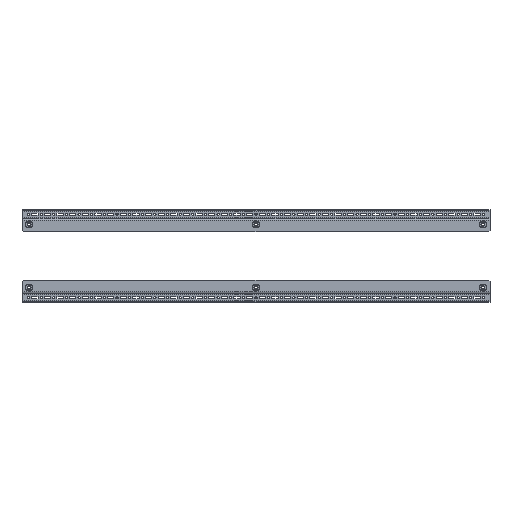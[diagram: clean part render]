
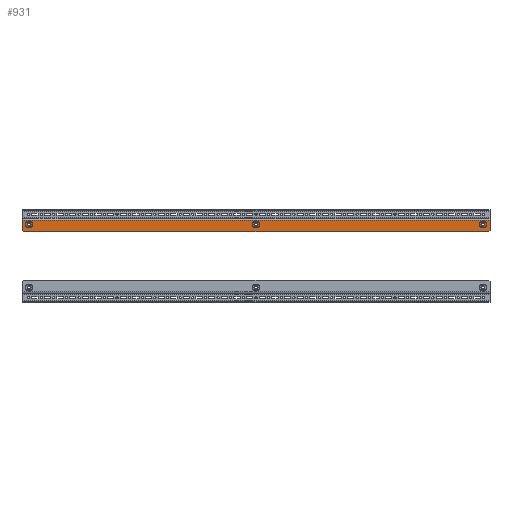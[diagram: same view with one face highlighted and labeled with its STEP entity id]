
A CAD part, left-side view. The second image highlights one B-rep face of the part: STEP entity #931.
In plain terms, the highlighted face is planar.
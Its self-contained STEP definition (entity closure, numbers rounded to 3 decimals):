
#240 = CARTESIAN_POINT ( 'NONE',  ( 11.375, -463., -23.6 ) ) ;
#356 = EDGE_LOOP ( 'NONE', ( #16713, #5444 ) ) ;
#431 = FACE_BOUND ( 'NONE', #10883, .T. ) ;
#432 = EDGE_CURVE ( 'NONE', #855, #1954, #9045, .T. ) ;
#588 = CARTESIAN_POINT ( 'NONE',  ( 31.5, -463., -23.6 ) ) ;
#610 = DIRECTION ( 'NONE',  ( 0., 0., -1. ) ) ;
#699 = DIRECTION ( 'NONE',  ( 1., 0., 0. ) ) ;
#855 = VERTEX_POINT ( 'NONE', #3055 ) ;
#860 = CARTESIAN_POINT ( 'NONE',  ( 15.5, 0., -23.6 ) ) ;
#931 = ADVANCED_FACE ( 'NONE', ( #6561, #431, #15123, #16877 ), #3112, .F. ) ;
#997 = DIRECTION ( 'NONE',  ( 1., 0., 0. ) ) ;
#1121 = VERTEX_POINT ( 'NONE', #860 ) ;
#1540 = VERTEX_POINT ( 'NONE', #15853 ) ;
#1599 = AXIS2_PLACEMENT_3D ( 'NONE', #4594, #8916, #7413 ) ;
#1784 = VERTEX_POINT ( 'NONE', #12701 ) ;
#1920 = ORIENTED_EDGE ( 'NONE', *, *, #14058, .T. ) ;
#1954 = VERTEX_POINT ( 'NONE', #12889 ) ;
#2185 = DIRECTION ( 'NONE',  ( -0.707, -0.707, 0. ) ) ;
#2325 = DIRECTION ( 'NONE',  ( 1., 0., 0. ) ) ;
#2340 = DIRECTION ( 'NONE',  ( 0., -1., 0. ) ) ;
#2453 = VERTEX_POINT ( 'NONE', #240 ) ;
#2476 = VERTEX_POINT ( 'NONE', #12761 ) ;
#2538 = LINE ( 'NONE', #14732, #13308 ) ;
#2961 = DIRECTION ( 'NONE',  ( 1., 0., 0. ) ) ;
#3038 = AXIS2_PLACEMENT_3D ( 'NONE', #12166, #17840, #997 ) ;
#3055 = CARTESIAN_POINT ( 'NONE',  ( 31.5, 463., -23.6 ) ) ;
#3088 = DIRECTION ( 'NONE',  ( 0., 0., 1. ) ) ;
#3112 = PLANE ( 'NONE',  #8679 ) ;
#3139 = CARTESIAN_POINT ( 'NONE',  ( 34.5, 460., -23.6 ) ) ;
#3205 = DIRECTION ( 'NONE',  ( 0.707, -0.707, 0. ) ) ;
#3300 = EDGE_CURVE ( 'NONE', #1954, #15904, #15751, .T. ) ;
#3405 = CARTESIAN_POINT ( 'NONE',  ( 9.5, -463., -23.6 ) ) ;
#3727 = ORIENTED_EDGE ( 'NONE', *, *, #3300, .T. ) ;
#3876 = DIRECTION ( 'NONE',  ( 0., 0., 1. ) ) ;
#4010 = VERTEX_POINT ( 'NONE', #4566 ) ;
#4087 = ORIENTED_EDGE ( 'NONE', *, *, #5281, .T. ) ;
#4227 = CARTESIAN_POINT ( 'NONE',  ( 19.5, 449., -23.6 ) ) ;
#4291 = CIRCLE ( 'NONE', #3038, 4. ) ;
#4443 = CARTESIAN_POINT ( 'NONE',  ( 23.5, -449., -23.6 ) ) ;
#4566 = CARTESIAN_POINT ( 'NONE',  ( 11.375, 463., -23.6 ) ) ;
#4594 = CARTESIAN_POINT ( 'NONE',  ( 19.5, -449., -23.6 ) ) ;
#4770 = EDGE_CURVE ( 'NONE', #1540, #2453, #7623, .T. ) ;
#5281 = EDGE_CURVE ( 'NONE', #4010, #855, #10076, .T. ) ;
#5444 = ORIENTED_EDGE ( 'NONE', *, *, #15724, .T. ) ;
#5695 = DIRECTION ( 'NONE',  ( 1., 0., 0. ) ) ;
#5906 = CIRCLE ( 'NONE', #13617, 4. ) ;
#6000 = CARTESIAN_POINT ( 'NONE',  ( 34.5, -463., -23.6 ) ) ;
#6011 = ORIENTED_EDGE ( 'NONE', *, *, #7838, .F. ) ;
#6120 = VERTEX_POINT ( 'NONE', #9491 ) ;
#6141 = ORIENTED_EDGE ( 'NONE', *, *, #12837, .T. ) ;
#6332 = EDGE_LOOP ( 'NONE', ( #16555, #6011 ) ) ;
#6430 = EDGE_CURVE ( 'NONE', #7689, #1784, #17267, .T. ) ;
#6561 = FACE_BOUND ( 'NONE', #356, .T. ) ;
#7057 = CARTESIAN_POINT ( 'NONE',  ( 23.5, 449., -23.6 ) ) ;
#7167 = DIRECTION ( 'NONE',  ( 0., 0., -1. ) ) ;
#7203 = DIRECTION ( 'NONE',  ( 0., 0., 1. ) ) ;
#7413 = DIRECTION ( 'NONE',  ( 1., 0., 0. ) ) ;
#7554 = ORIENTED_EDGE ( 'NONE', *, *, #432, .T. ) ;
#7623 = LINE ( 'NONE', #3405, #8462 ) ;
#7689 = VERTEX_POINT ( 'NONE', #7057 ) ;
#7838 = EDGE_CURVE ( 'NONE', #1784, #7689, #10659, .T. ) ;
#8462 = VECTOR ( 'NONE', #16054, 1000. ) ;
#8571 = EDGE_LOOP ( 'NONE', ( #3727, #13998, #11087, #16187, #4087, #7554 ) ) ;
#8679 = AXIS2_PLACEMENT_3D ( 'NONE', #12818, #7203, #8765 ) ;
#8765 = DIRECTION ( 'NONE',  ( 1., 0., 0. ) ) ;
#8805 = AXIS2_PLACEMENT_3D ( 'NONE', #13482, #3876, #2325 ) ;
#8916 = DIRECTION ( 'NONE',  ( 0., 0., 1. ) ) ;
#9045 = LINE ( 'NONE', #3139, #9674 ) ;
#9491 = CARTESIAN_POINT ( 'NONE',  ( 23.5, 0., -23.6 ) ) ;
#9674 = VECTOR ( 'NONE', #3205, 1000. ) ;
#10076 = LINE ( 'NONE', #11796, #12686 ) ;
#10186 = CARTESIAN_POINT ( 'NONE',  ( 19.5, 449., -23.6 ) ) ;
#10659 = CIRCLE ( 'NONE', #16896, 4. ) ;
#10883 = EDGE_LOOP ( 'NONE', ( #1920, #6141 ) ) ;
#11087 = ORIENTED_EDGE ( 'NONE', *, *, #4770, .T. ) ;
#11506 = CARTESIAN_POINT ( 'NONE',  ( 19.5, -449., -23.6 ) ) ;
#11796 = CARTESIAN_POINT ( 'NONE',  ( 9.5, 463., -23.6 ) ) ;
#11808 = CIRCLE ( 'NONE', #8805, 4. ) ;
#12020 = VECTOR ( 'NONE', #14297, 1000. ) ;
#12166 = CARTESIAN_POINT ( 'NONE',  ( 19.5, 0., -23.6 ) ) ;
#12425 = EDGE_CURVE ( 'NONE', #15904, #1540, #17390, .T. ) ;
#12686 = VECTOR ( 'NONE', #699, 1000. ) ;
#12701 = CARTESIAN_POINT ( 'NONE',  ( 15.5, 449., -23.6 ) ) ;
#12761 = CARTESIAN_POINT ( 'NONE',  ( 15.5, -449., -23.6 ) ) ;
#12797 = CIRCLE ( 'NONE', #1599, 4. ) ;
#12818 = CARTESIAN_POINT ( 'NONE',  ( 9.5, -463., -23.6 ) ) ;
#12837 = EDGE_CURVE ( 'NONE', #2476, #13448, #12797, .T. ) ;
#12889 = CARTESIAN_POINT ( 'NONE',  ( 34.5, 460., -23.6 ) ) ;
#13247 = DIRECTION ( 'NONE',  ( 1., 0., 0. ) ) ;
#13308 = VECTOR ( 'NONE', #2340, 1000. ) ;
#13448 = VERTEX_POINT ( 'NONE', #4443 ) ;
#13482 = CARTESIAN_POINT ( 'NONE',  ( 19.5, 0., -23.6 ) ) ;
#13617 = AXIS2_PLACEMENT_3D ( 'NONE', #11506, #3088, #2961 ) ;
#13998 = ORIENTED_EDGE ( 'NONE', *, *, #12425, .T. ) ;
#14058 = EDGE_CURVE ( 'NONE', #13448, #2476, #5906, .T. ) ;
#14097 = VECTOR ( 'NONE', #2185, 1000. ) ;
#14297 = DIRECTION ( 'NONE',  ( 0., -1., 0. ) ) ;
#14443 = AXIS2_PLACEMENT_3D ( 'NONE', #4227, #7167, #5695 ) ;
#14732 = CARTESIAN_POINT ( 'NONE',  ( 11.375, -463., -23.6 ) ) ;
#15123 = FACE_BOUND ( 'NONE', #6332, .T. ) ;
#15724 = EDGE_CURVE ( 'NONE', #1121, #6120, #11808, .T. ) ;
#15751 = LINE ( 'NONE', #6000, #12020 ) ;
#15853 = CARTESIAN_POINT ( 'NONE',  ( 31.5, -463., -23.6 ) ) ;
#15904 = VERTEX_POINT ( 'NONE', #17916 ) ;
#16054 = DIRECTION ( 'NONE',  ( -1., 0., 0. ) ) ;
#16187 = ORIENTED_EDGE ( 'NONE', *, *, #16833, .F. ) ;
#16307 = EDGE_CURVE ( 'NONE', #6120, #1121, #4291, .T. ) ;
#16555 = ORIENTED_EDGE ( 'NONE', *, *, #6430, .F. ) ;
#16713 = ORIENTED_EDGE ( 'NONE', *, *, #16307, .T. ) ;
#16833 = EDGE_CURVE ( 'NONE', #4010, #2453, #2538, .T. ) ;
#16877 = FACE_OUTER_BOUND ( 'NONE', #8571, .T. ) ;
#16896 = AXIS2_PLACEMENT_3D ( 'NONE', #10186, #610, #13247 ) ;
#17267 = CIRCLE ( 'NONE', #14443, 4. ) ;
#17390 = LINE ( 'NONE', #588, #14097 ) ;
#17840 = DIRECTION ( 'NONE',  ( 0., 0., 1. ) ) ;
#17916 = CARTESIAN_POINT ( 'NONE',  ( 34.5, -460., -23.6 ) ) ;
